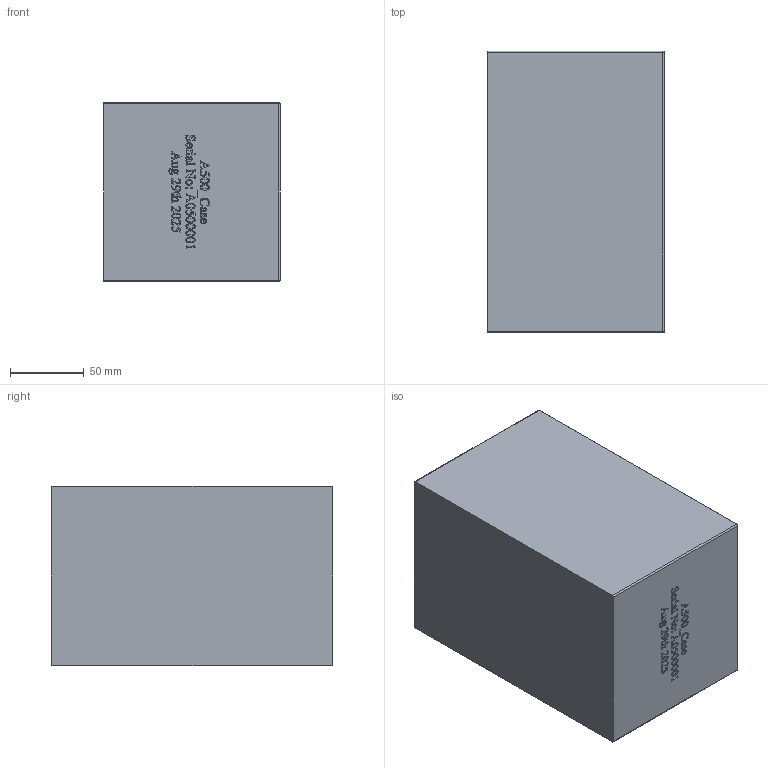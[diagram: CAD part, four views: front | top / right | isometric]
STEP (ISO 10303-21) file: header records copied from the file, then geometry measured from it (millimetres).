
FILE_DESCRIPTION(/* description */ (''),/* implementation_level */ '2;1');
FILE_NAME(/* name */ 'A500_Case.stp',/* time_stamp */ '2025-09-03T13:25:43-04:00',/* author */ ('usman'),/* organization */ (''),/* preprocessor_version */ 'ST-DEVELOPER v20.1',/* originating_system */ 'Autodesk Inventor 2026',/* authorisation */ '');
FILE_SCHEMA (('AUTOMOTIVE_DESIGN { 1 0 10303 214 3 1 1 }'));
Length unit declared in the file: millimetre
Products named in the file (1): Part4
Bounding box: 120 x 191.4 x 121.8 mm (x, y, z)
Volume: 1030646.2 mm3; surface area: 180066.7 mm2
Topology: 1 solids, 1 shells, 756 faces, 2076 edges, 1388 vertices
Faces by surface type: bspline 461, plane 280, cylinder 9, sphere 6
Entity records: 26489 total; most frequent: CARTESIAN_POINT 10391, ORIENTED_EDGE 4148, EDGE_CURVE 2074, DIRECTION 1766, VERTEX_POINT 1380, LINE 1130, VECTOR 1130, B_SPLINE_CURVE_WITH_KNOTS 922
